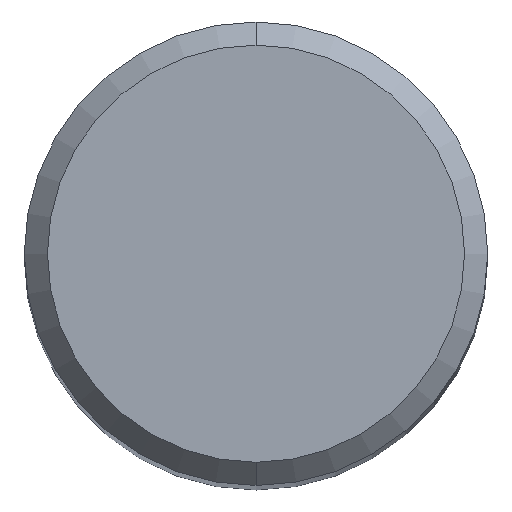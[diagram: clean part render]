
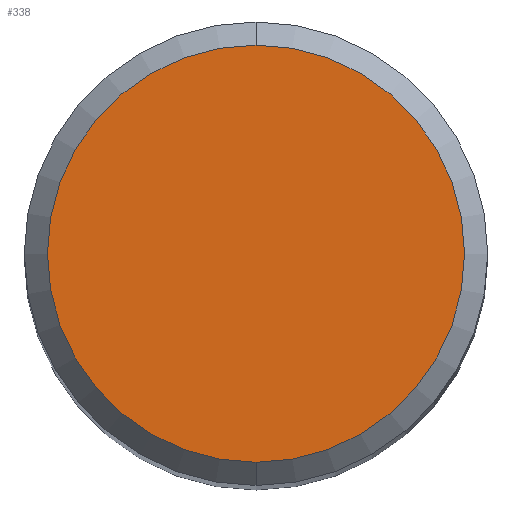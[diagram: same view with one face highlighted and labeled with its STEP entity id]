
A CAD part, top view. The second image highlights one B-rep face of the part: STEP entity #338.
In plain terms, the highlighted planar face has unit normal (0, 0, 1).
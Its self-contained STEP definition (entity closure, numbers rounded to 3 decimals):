
#254=VERTEX_POINT('',#563);
#338=ADVANCED_FACE('',(#652),#653,.T.);
#398=VERTEX_POINT('',#720);
#408=EDGE_CURVE('',#398,#254,#731,.T.);
#436=EDGE_CURVE('',#254,#398,#764,.T.);
#563=CARTESIAN_POINT('',(0.0,4.5,0.0));
#652=FACE_OUTER_BOUND('',#1165,.T.);
#653=PLANE('',#1166);
#720=CARTESIAN_POINT('',(0.,-4.5,0.0));
#731=CIRCLE('',#1315,4.5);
#764=CIRCLE('',#1370,4.5);
#1165=EDGE_LOOP('',(#1614,#1615));
#1166=AXIS2_PLACEMENT_3D('',#1616,#1617,#1618);
#1315=AXIS2_PLACEMENT_3D('',#1727,#1728,#1729);
#1370=AXIS2_PLACEMENT_3D('',#1768,#1769,#1770);
#1614=ORIENTED_EDGE('',*,*,#436,.F.);
#1615=ORIENTED_EDGE('',*,*,#408,.F.);
#1616=CARTESIAN_POINT('',(0.0,2.25,0.0));
#1617=DIRECTION('',(-0.0,0.0,1.0));
#1618=DIRECTION('',(0.0,-1.0,0.0));
#1727=CARTESIAN_POINT('',(0.0,0.0,0.0));
#1728=DIRECTION('',(0.0,0.0,-1.0));
#1729=DIRECTION('',(0.0,1.0,0.0));
#1768=CARTESIAN_POINT('',(0.0,0.0,0.0));
#1769=DIRECTION('',(0.0,0.0,-1.0));
#1770=DIRECTION('',(0.0,1.0,0.0));
